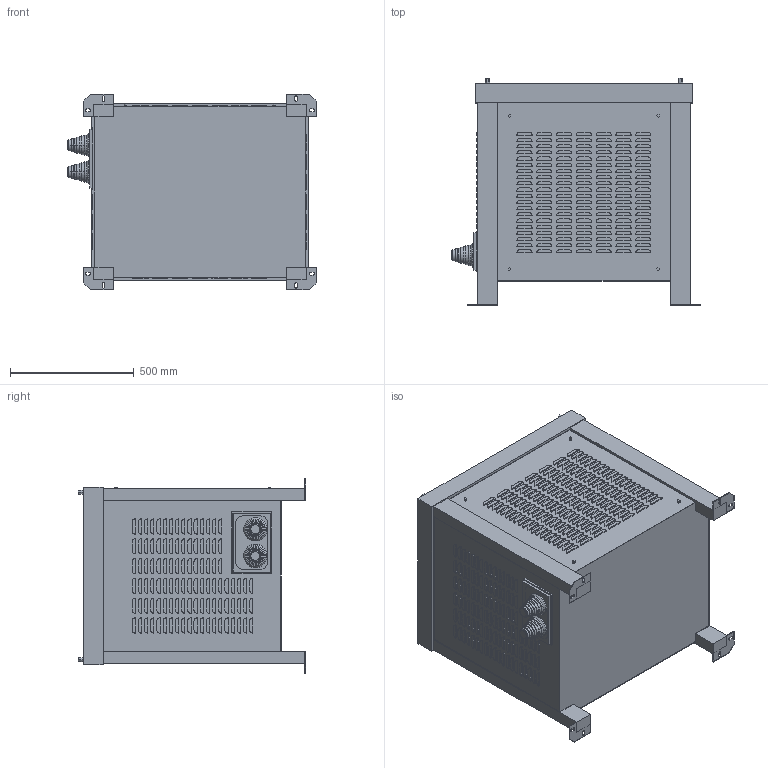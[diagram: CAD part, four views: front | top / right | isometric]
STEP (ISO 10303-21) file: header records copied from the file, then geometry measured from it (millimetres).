
FILE_DESCRIPTION (( 'STEP AP214' ), '1' );
FILE_NAME ('316009.STEP', '2021-07-08T09:42:05', ( '' ), ( '' ), 'SwSTEP 2.0', 'SolidWorks 2018', '' );
FILE_SCHEMA (( 'AUTOMOTIVE_DESIGN' ));
Length unit declared in the file: millimetre
Products named in the file (1): 316009
Bounding box: 1003.8 x 918 x 791 mm (x, y, z)
Volume: 71346934.4 mm3; surface area: 7794109.7 mm2
Topology: 1 solids, 3 shells, 2806 faces, 6788 edges, 4512 vertices
Faces by surface type: plane 1680, cylinder 1086, cone 36, bspline 4
Entity records: 82830 total; most frequent: CARTESIAN_POINT 14635, DIRECTION 14602, ORIENTED_EDGE 13576, EDGE_CURVE 6788, AXIS2_PLACEMENT_3D 5015, LINE 4572, VECTOR 4572, VERTEX_POINT 4512
